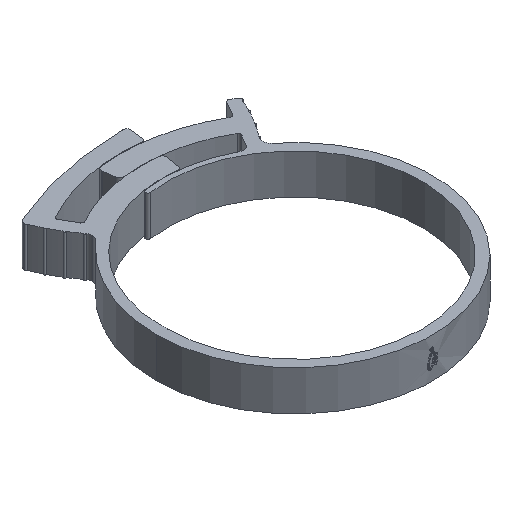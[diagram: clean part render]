
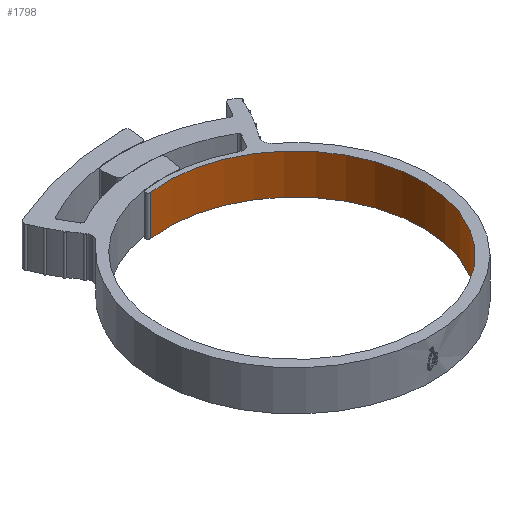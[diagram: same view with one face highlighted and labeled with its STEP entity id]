
A CAD part, isometric view. The second image highlights one B-rep face of the part: STEP entity #1798.
In plain terms, the highlighted cylindrical face has radius 29.7 mm (diameter 59.4 mm), a partial arc.
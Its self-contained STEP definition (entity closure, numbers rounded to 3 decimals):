
#275 = VERTEX_POINT ( 'NONE', #1094 ) ;
#1029 = VERTEX_POINT ( 'NONE', #6250 ) ;
#1094 = CARTESIAN_POINT ( 'NONE',  ( -29.7, 0., 4.65 ) ) ;
#1281 = DIRECTION ( 'NONE',  ( -1., 0., 0. ) ) ;
#1412 = ORIENTED_EDGE ( 'NONE', *, *, #4783, .T. ) ;
#1434 = CIRCLE ( 'NONE', #6013, 29.7 ) ;
#1524 = ORIENTED_EDGE ( 'NONE', *, *, #1813, .F. ) ;
#1606 = EDGE_CURVE ( 'NONE', #5099, #275, #5158, .T. ) ;
#1743 = EDGE_CURVE ( 'NONE', #5452, #1029, #1434, .T. ) ;
#1753 = VECTOR ( 'NONE', #5921, 1000. ) ;
#1798 = ADVANCED_FACE ( 'NONE', ( #3763 ), #4891, .F. ) ;
#1813 = EDGE_CURVE ( 'NONE', #275, #1029, #3265, .T. ) ;
#1821 = CARTESIAN_POINT ( 'NONE',  ( -4.1, 29.416, 4.65 ) ) ;
#2166 = CARTESIAN_POINT ( 'NONE',  ( -4.1, 29.416, 4.65 ) ) ;
#2201 = LINE ( 'NONE', #2166, #4971 ) ;
#2316 = DIRECTION ( 'NONE',  ( 0., 0., -1. ) ) ;
#2618 = DIRECTION ( 'NONE',  ( -1., 0., 0. ) ) ;
#2876 = CARTESIAN_POINT ( 'NONE',  ( -4.1, 29.416, -4.65 ) ) ;
#3265 = LINE ( 'NONE', #4796, #1753 ) ;
#3296 = DIRECTION ( 'NONE',  ( 0., 0., -1. ) ) ;
#3308 = DIRECTION ( 'NONE',  ( 0., 0., -1. ) ) ;
#3763 = FACE_OUTER_BOUND ( 'NONE', #5825, .T. ) ;
#4224 = ORIENTED_EDGE ( 'NONE', *, *, #1606, .F. ) ;
#4532 = AXIS2_PLACEMENT_3D ( 'NONE', #5224, #4728, #2618 ) ;
#4728 = DIRECTION ( 'NONE',  ( 0., 0., -1. ) ) ;
#4783 = EDGE_CURVE ( 'NONE', #5099, #5452, #2201, .T. ) ;
#4796 = CARTESIAN_POINT ( 'NONE',  ( -29.7, 0., 4.65 ) ) ;
#4891 = CYLINDRICAL_SURFACE ( 'NONE', #5481, 29.7 ) ;
#4971 = VECTOR ( 'NONE', #3308, 1000. ) ;
#5099 = VERTEX_POINT ( 'NONE', #1821 ) ;
#5158 = CIRCLE ( 'NONE', #4532, 29.7 ) ;
#5224 = CARTESIAN_POINT ( 'NONE',  ( 0., 0., 4.65 ) ) ;
#5325 = DIRECTION ( 'NONE',  ( -1., 0., 0. ) ) ;
#5452 = VERTEX_POINT ( 'NONE', #2876 ) ;
#5481 = AXIS2_PLACEMENT_3D ( 'NONE', #5851, #2316, #5325 ) ;
#5807 = ORIENTED_EDGE ( 'NONE', *, *, #1743, .T. ) ;
#5825 = EDGE_LOOP ( 'NONE', ( #5807, #1524, #4224, #1412 ) ) ;
#5851 = CARTESIAN_POINT ( 'NONE',  ( 0., 0., 4.65 ) ) ;
#5879 = CARTESIAN_POINT ( 'NONE',  ( 0., 0., -4.65 ) ) ;
#5921 = DIRECTION ( 'NONE',  ( 0., 0., -1. ) ) ;
#6013 = AXIS2_PLACEMENT_3D ( 'NONE', #5879, #3296, #1281 ) ;
#6250 = CARTESIAN_POINT ( 'NONE',  ( -29.7, 0., -4.65 ) ) ;
